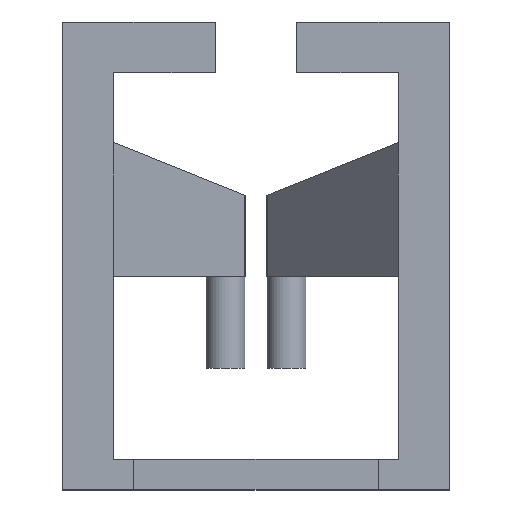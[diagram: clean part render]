
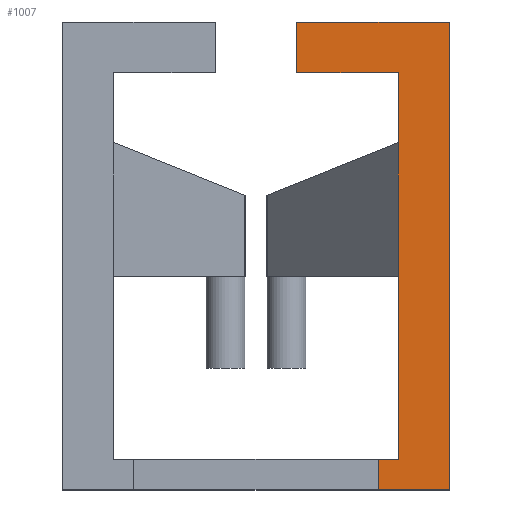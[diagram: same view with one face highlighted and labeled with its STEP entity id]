
A CAD part, top view. The second image highlights one B-rep face of the part: STEP entity #1007.
In plain terms, the highlighted planar face has unit normal (0, 0, 1).
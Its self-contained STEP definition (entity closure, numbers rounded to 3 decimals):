
#27=FACE_OUTER_BOUND('',#87,.T.);
#87=EDGE_LOOP('',(#675,#676,#677,#678,#679,#680,#681,#682));
#148=LINE('',#1420,#288);
#161=LINE('',#1448,#301);
#162=LINE('',#1450,#302);
#163=LINE('',#1452,#303);
#164=LINE('',#1454,#304);
#165=LINE('',#1456,#305);
#166=LINE('',#1458,#306);
#167=LINE('',#1459,#307);
#288=VECTOR('',#1148,10.);
#301=VECTOR('',#1169,10.);
#302=VECTOR('',#1170,10.);
#303=VECTOR('',#1171,10.);
#304=VECTOR('',#1172,10.);
#305=VECTOR('',#1173,10.);
#306=VECTOR('',#1174,10.);
#307=VECTOR('',#1175,10.);
#425=VERTEX_POINT('',#1413);
#428=VERTEX_POINT('',#1418);
#439=VERTEX_POINT('',#1447);
#440=VERTEX_POINT('',#1449);
#441=VERTEX_POINT('',#1451);
#442=VERTEX_POINT('',#1453);
#443=VERTEX_POINT('',#1455);
#444=VERTEX_POINT('',#1457);
#516=EDGE_CURVE('',#425,#428,#148,.T.);
#529=EDGE_CURVE('',#439,#425,#161,.T.);
#530=EDGE_CURVE('',#428,#440,#162,.T.);
#531=EDGE_CURVE('',#440,#441,#163,.T.);
#532=EDGE_CURVE('',#441,#442,#164,.T.);
#533=EDGE_CURVE('',#442,#443,#165,.T.);
#534=EDGE_CURVE('',#444,#443,#166,.T.);
#535=EDGE_CURVE('',#439,#444,#167,.T.);
#675=ORIENTED_EDGE('',*,*,#529,.T.);
#676=ORIENTED_EDGE('',*,*,#516,.T.);
#677=ORIENTED_EDGE('',*,*,#530,.T.);
#678=ORIENTED_EDGE('',*,*,#531,.T.);
#679=ORIENTED_EDGE('',*,*,#532,.T.);
#680=ORIENTED_EDGE('',*,*,#533,.T.);
#681=ORIENTED_EDGE('',*,*,#534,.F.);
#682=ORIENTED_EDGE('',*,*,#535,.F.);
#949=PLANE('',#1081);
#1007=ADVANCED_FACE('',(#27),#949,.F.);
#1081=AXIS2_PLACEMENT_3D('',#1446,#1167,#1168);
#1148=DIRECTION('',(0.,-1.,0.));
#1167=DIRECTION('center_axis',(0.,0.,-1.));
#1168=DIRECTION('ref_axis',(-1.,0.,0.));
#1169=DIRECTION('',(-1.,0.,0.));
#1170=DIRECTION('',(1.,0.,0.));
#1171=DIRECTION('',(0.,1.,0.));
#1172=DIRECTION('',(-1.,0.,0.));
#1173=DIRECTION('',(0.,-1.,0.));
#1174=DIRECTION('',(-1.,0.,0.));
#1175=DIRECTION('',(0.,1.,0.));
#1413=CARTESIAN_POINT('',(6.,26.5,43.5));
#1418=CARTESIAN_POINT('',(6.,25.,43.5));
#1420=CARTESIAN_POINT('',(6.,22.,43.5));
#1446=CARTESIAN_POINT('Origin',(-5.,16.5,43.5));
#1447=CARTESIAN_POINT('',(7.,26.5,43.5));
#1448=CARTESIAN_POINT('',(0.5,26.5,43.5));
#1449=CARTESIAN_POINT('',(9.5,25.,43.5));
#1450=CARTESIAN_POINT('',(-2.5,25.,43.5));
#1451=CARTESIAN_POINT('',(9.5,48.,43.5));
#1452=CARTESIAN_POINT('',(9.5,20.5,43.5));
#1453=CARTESIAN_POINT('',(2.,48.,43.5));
#1454=CARTESIAN_POINT('',(-2.5,48.,43.5));
#1455=CARTESIAN_POINT('',(2.,45.5,43.5));
#1456=CARTESIAN_POINT('',(2.,31.5,43.5));
#1457=CARTESIAN_POINT('',(7.,45.5,43.5));
#1458=CARTESIAN_POINT('',(1.,45.5,43.5));
#1459=CARTESIAN_POINT('',(7.,22.,43.5));
